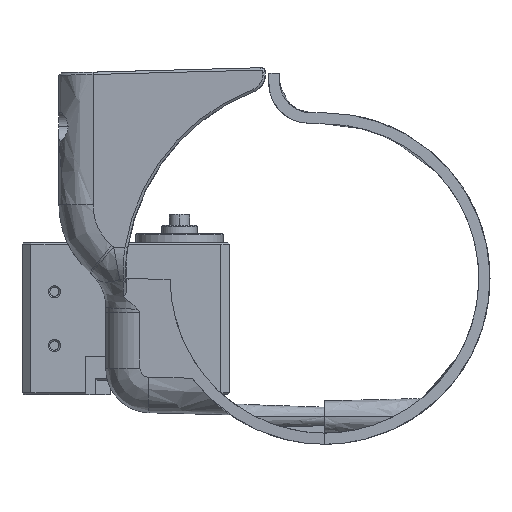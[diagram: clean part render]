
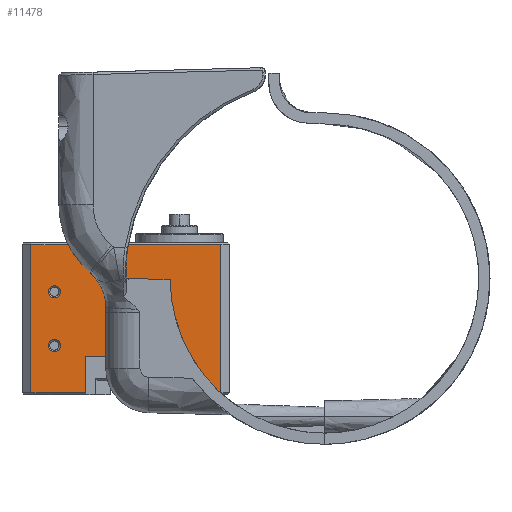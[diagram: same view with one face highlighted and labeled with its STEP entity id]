
A CAD part, left-side view. The second image highlights one B-rep face of the part: STEP entity #11478.
In plain terms, the highlighted free-form (B-spline) face has degree [1, 1] with [2, 2] control points.
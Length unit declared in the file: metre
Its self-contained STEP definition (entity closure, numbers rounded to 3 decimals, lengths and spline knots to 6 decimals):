
#698=B_SPLINE_SURFACE_WITH_KNOTS('',1,1,((#24971,#24972),(#24973,#24974)),
 .PLANE_SURF.,.F.,.F.,.F.,(2,2),(2,2),(0.,1.),(0.,1.),.UNSPECIFIED.);
#1065=LINE('',#24846,#1505);
#1098=LINE('',#24957,#1538);
#1102=LINE('',#24970,#1542);
#1103=LINE('',#24975,#1543);
#1104=LINE('',#24978,#1544);
#1105=LINE('',#24980,#1545);
#1106=LINE('',#24982,#1546);
#1107=LINE('',#24983,#1547);
#1505=VECTOR('',#15803,1.);
#1538=VECTOR('',#15852,1.);
#1542=VECTOR('',#15856,1.);
#1543=VECTOR('',#15857,1.);
#1544=VECTOR('',#15858,1.);
#1545=VECTOR('',#15859,1.);
#1546=VECTOR('',#15860,1.);
#1547=VECTOR('',#15861,1.);
#3986=ORIENTED_EDGE('',*,*,#6655,.F.);
#3987=ORIENTED_EDGE('',*,*,#6656,.T.);
#3988=ORIENTED_EDGE('',*,*,#6657,.F.);
#3989=ORIENTED_EDGE('',*,*,#6658,.F.);
#3990=ORIENTED_EDGE('',*,*,#6609,.F.);
#3991=ORIENTED_EDGE('',*,*,#6654,.T.);
#3992=ORIENTED_EDGE('',*,*,#6650,.T.);
#3993=ORIENTED_EDGE('',*,*,#6659,.T.);
#3994=ORIENTED_EDGE('',*,*,#6320,.F.);
#3995=ORIENTED_EDGE('',*,*,#6660,.F.);
#3996=ORIENTED_EDGE('',*,*,#6312,.F.);
#3997=ORIENTED_EDGE('',*,*,#6661,.F.);
#3998=ORIENTED_EDGE('',*,*,#6304,.F.);
#3999=ORIENTED_EDGE('',*,*,#6662,.F.);
#4000=ORIENTED_EDGE('',*,*,#6296,.F.);
#4001=ORIENTED_EDGE('',*,*,#6663,.F.);
#6296=EDGE_CURVE('',#7764,#7765,#8661,.T.);
#6304=EDGE_CURVE('',#7770,#7771,#8665,.T.);
#6312=EDGE_CURVE('',#7776,#7777,#8669,.T.);
#6320=EDGE_CURVE('',#7782,#7783,#8673,.T.);
#6609=EDGE_CURVE('',#7993,#7994,#1065,.T.);
#6650=EDGE_CURVE('',#8016,#8015,#1098,.T.);
#6654=EDGE_CURVE('',#7993,#8016,#1102,.T.);
#6655=EDGE_CURVE('',#8017,#8018,#1103,.T.);
#6656=EDGE_CURVE('',#8017,#8019,#1104,.T.);
#6657=EDGE_CURVE('',#8020,#8019,#1105,.T.);
#6658=EDGE_CURVE('',#7994,#8020,#1106,.T.);
#6659=EDGE_CURVE('',#8015,#8018,#1107,.T.);
#6660=EDGE_CURVE('',#7783,#7782,#8817,.T.);
#6661=EDGE_CURVE('',#7777,#7776,#8818,.T.);
#6662=EDGE_CURVE('',#7771,#7770,#8819,.T.);
#6663=EDGE_CURVE('',#7765,#7764,#8820,.T.);
#7764=VERTEX_POINT('',#23502);
#7765=VERTEX_POINT('',#23503);
#7770=VERTEX_POINT('',#23536);
#7771=VERTEX_POINT('',#23537);
#7776=VERTEX_POINT('',#23570);
#7777=VERTEX_POINT('',#23571);
#7782=VERTEX_POINT('',#23604);
#7783=VERTEX_POINT('',#23605);
#7993=VERTEX_POINT('',#24845);
#7994=VERTEX_POINT('',#24847);
#8015=VERTEX_POINT('',#24951);
#8016=VERTEX_POINT('',#24958);
#8017=VERTEX_POINT('',#24976);
#8018=VERTEX_POINT('',#24977);
#8019=VERTEX_POINT('',#24979);
#8020=VERTEX_POINT('',#24981);
#8661=CIRCLE('',#14112,0.00135);
#8665=CIRCLE('',#14116,0.00135);
#8669=CIRCLE('',#14120,0.00135);
#8673=CIRCLE('',#14124,0.00135);
#8817=CIRCLE('',#14268,0.00135);
#8818=CIRCLE('',#14269,0.00135);
#8819=CIRCLE('',#14270,0.00135);
#8820=CIRCLE('',#14271,0.00135);
#9529=EDGE_LOOP('',(#3986,#3987,#3988,#3989,#3990,#3991,#3992,#3993));
#9530=EDGE_LOOP('',(#3994,#3995));
#9531=EDGE_LOOP('',(#3996,#3997));
#9532=EDGE_LOOP('',(#3998,#3999));
#9533=EDGE_LOOP('',(#4000,#4001));
#10307=FACE_BOUND('',#9529,.T.);
#10308=FACE_BOUND('',#9530,.T.);
#10309=FACE_BOUND('',#9531,.T.);
#10310=FACE_BOUND('',#9532,.T.);
#10311=FACE_BOUND('',#9533,.T.);
#11478=ADVANCED_FACE('',(#10307,#10308,#10309,#10310,#10311),#698,.T.);
#14112=AXIS2_PLACEMENT_3D('',#23501,#15452,#15453);
#14116=AXIS2_PLACEMENT_3D('',#23535,#15460,#15461);
#14120=AXIS2_PLACEMENT_3D('',#23569,#15468,#15469);
#14124=AXIS2_PLACEMENT_3D('',#23603,#15476,#15477);
#14268=AXIS2_PLACEMENT_3D('',#24984,#15862,#15863);
#14269=AXIS2_PLACEMENT_3D('',#24985,#15864,#15865);
#14270=AXIS2_PLACEMENT_3D('',#24986,#15866,#15867);
#14271=AXIS2_PLACEMENT_3D('',#24987,#15868,#15869);
#15452=DIRECTION('',(1.,0.,0.));
#15453=DIRECTION('',(0.,1.,0.));
#15460=DIRECTION('',(1.,0.,0.));
#15461=DIRECTION('',(0.,1.,0.));
#15468=DIRECTION('',(1.,0.,0.));
#15469=DIRECTION('',(0.,1.,0.));
#15476=DIRECTION('',(1.,0.,0.));
#15477=DIRECTION('',(0.,1.,0.));
#15803=DIRECTION('',(0.,0.,1.));
#15852=DIRECTION('',(0.,0.,1.));
#15856=DIRECTION('',(0.,1.,0.));
#15857=DIRECTION('',(0.,0.,1.));
#15858=DIRECTION('',(0.,1.,0.));
#15859=DIRECTION('',(0.,0.,-1.));
#15860=DIRECTION('',(0.,-1.,0.));
#15861=DIRECTION('',(0.,-1.,0.));
#15862=DIRECTION('',(1.,0.,0.));
#15863=DIRECTION('',(0.,1.,0.));
#15864=DIRECTION('',(1.,0.,0.));
#15865=DIRECTION('',(0.,1.,0.));
#15866=DIRECTION('',(1.,0.,0.));
#15867=DIRECTION('',(0.,1.,0.));
#15868=DIRECTION('',(1.,0.,0.));
#15869=DIRECTION('',(0.,1.,0.));
#23501=CARTESIAN_POINT('',(0.01425,-0.004,-0.006));
#23502=CARTESIAN_POINT('',(0.01425,-0.00535,-0.006));
#23503=CARTESIAN_POINT('',(0.01425,-0.00265,-0.006));
#23535=CARTESIAN_POINT('',(0.01425,-0.028,0.006));
#23536=CARTESIAN_POINT('',(0.01425,-0.02935,0.006));
#23537=CARTESIAN_POINT('',(0.01425,-0.02665,0.006));
#23569=CARTESIAN_POINT('',(0.01425,-0.028,-0.006));
#23570=CARTESIAN_POINT('',(0.01425,-0.02935,-0.006));
#23571=CARTESIAN_POINT('',(0.01425,-0.02665,-0.006));
#23603=CARTESIAN_POINT('',(0.01425,-0.004,0.006));
#23604=CARTESIAN_POINT('',(0.01425,-0.00535,0.006));
#23605=CARTESIAN_POINT('',(0.01425,-0.00265,0.006));
#24845=CARTESIAN_POINT('',(0.01425,-0.008,-0.0166));
#24846=CARTESIAN_POINT('',(0.01425,-0.008,-0.0166));
#24847=CARTESIAN_POINT('',(0.01425,-0.008,-0.0085));
#24951=CARTESIAN_POINT('',(0.01425,0.00925,0.0166));
#24957=CARTESIAN_POINT('',(0.01425,0.00925,-0.0166));
#24958=CARTESIAN_POINT('',(0.01425,0.00925,-0.0166));
#24970=CARTESIAN_POINT('',(0.01425,-0.008,-0.0166));
#24971=CARTESIAN_POINT('',(0.01425,-0.035375,-0.01826));
#24972=CARTESIAN_POINT('',(0.01425,-0.035375,0.01826));
#24973=CARTESIAN_POINT('',(0.01425,0.011375,-0.01826));
#24974=CARTESIAN_POINT('',(0.01425,0.011375,0.01826));
#24975=CARTESIAN_POINT('',(0.01425,-0.03325,-0.0166));
#24976=CARTESIAN_POINT('',(0.01425,-0.03325,-0.0166));
#24977=CARTESIAN_POINT('',(0.01425,-0.03325,0.0166));
#24978=CARTESIAN_POINT('',(0.01425,-0.03525,-0.0166));
#24979=CARTESIAN_POINT('',(0.01425,-0.021,-0.0166));
#24980=CARTESIAN_POINT('',(0.01425,-0.021,-0.0085));
#24981=CARTESIAN_POINT('',(0.01425,-0.021,-0.0085));
#24982=CARTESIAN_POINT('',(0.01425,-0.008,-0.0085));
#24983=CARTESIAN_POINT('',(0.01425,0.00925,0.0166));
#24984=CARTESIAN_POINT('',(0.01425,-0.004,0.006));
#24985=CARTESIAN_POINT('',(0.01425,-0.028,-0.006));
#24986=CARTESIAN_POINT('',(0.01425,-0.028,0.006));
#24987=CARTESIAN_POINT('',(0.01425,-0.004,-0.006));
